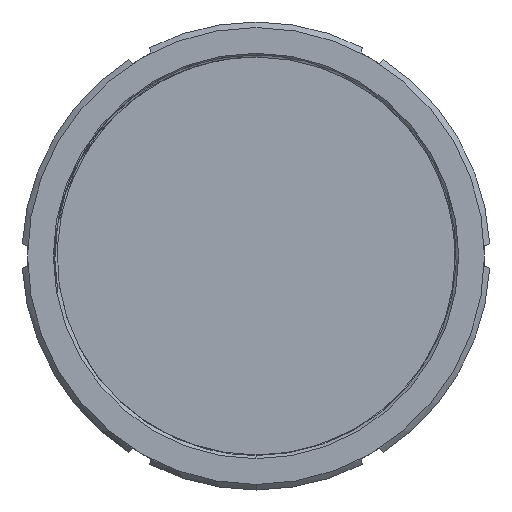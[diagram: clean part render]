
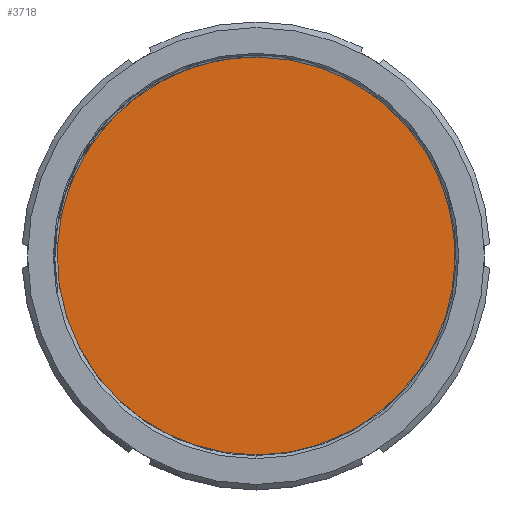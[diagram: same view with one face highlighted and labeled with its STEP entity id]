
A CAD part, left-side view. The second image highlights one B-rep face of the part: STEP entity #3718.
In plain terms, the highlighted planar face has unit normal (-1, 0, 0).
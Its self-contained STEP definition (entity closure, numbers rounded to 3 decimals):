
#194 = AXIS2_PLACEMENT_3D ( 'NONE', #787, #4027, #2089 ) ;
#439 = VERTEX_POINT ( 'NONE', #1665 ) ;
#441 = CIRCLE ( 'NONE', #573, 54.5 ) ;
#470 = DIRECTION ( 'NONE',  ( -1., 0., 0. ) ) ;
#573 = AXIS2_PLACEMENT_3D ( 'NONE', #4100, #2076, #2375 ) ;
#787 = CARTESIAN_POINT ( 'NONE',  ( 16.38, 54.5, 0. ) ) ;
#1072 = ORIENTED_EDGE ( 'NONE', *, *, #2960, .T. ) ;
#1133 = FACE_OUTER_BOUND ( 'NONE', #2537, .T. ) ;
#1443 = DIRECTION ( 'NONE',  ( 0., 0., 1. ) ) ;
#1665 = CARTESIAN_POINT ( 'NONE',  ( 16.38, 0., 54.5 ) ) ;
#1814 = CARTESIAN_POINT ( 'NONE',  ( 16.38, 0., -54.5 ) ) ;
#2076 = DIRECTION ( 'NONE',  ( -1., 0., 0. ) ) ;
#2089 = DIRECTION ( 'NONE',  ( 0., 0., -1. ) ) ;
#2375 = DIRECTION ( 'NONE',  ( 0., 0., 1. ) ) ;
#2537 = EDGE_LOOP ( 'NONE', ( #2740, #1072 ) ) ;
#2740 = ORIENTED_EDGE ( 'NONE', *, *, #3036, .T. ) ;
#2960 = EDGE_CURVE ( 'NONE', #3356, #439, #3791, .T. ) ;
#3022 = PLANE ( 'NONE',  #194 ) ;
#3036 = EDGE_CURVE ( 'NONE', #439, #3356, #441, .T. ) ;
#3356 = VERTEX_POINT ( 'NONE', #1814 ) ;
#3427 = CARTESIAN_POINT ( 'NONE',  ( 16.38, 0., 0. ) ) ;
#3718 = ADVANCED_FACE ( 'NONE', ( #1133 ), #3022, .F. ) ;
#3724 = AXIS2_PLACEMENT_3D ( 'NONE', #3427, #470, #1443 ) ;
#3791 = CIRCLE ( 'NONE', #3724, 54.5 ) ;
#4027 = DIRECTION ( 'NONE',  ( 1., 0., 0. ) ) ;
#4100 = CARTESIAN_POINT ( 'NONE',  ( 16.38, 0., 0. ) ) ;
